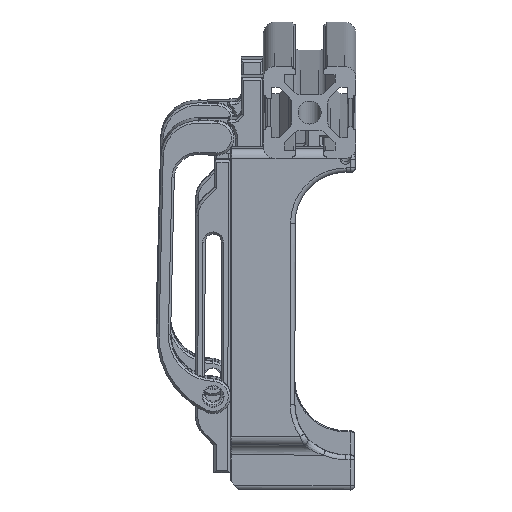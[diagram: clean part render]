
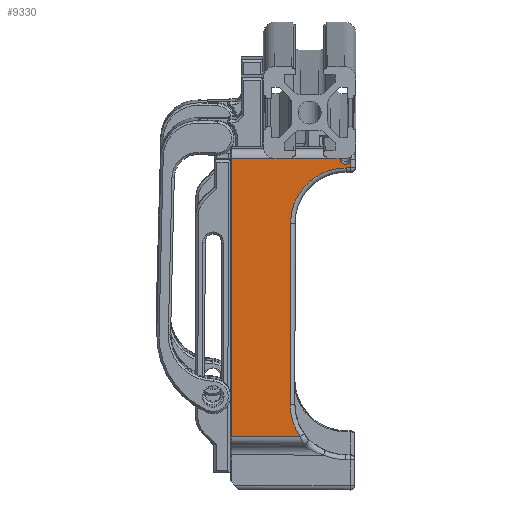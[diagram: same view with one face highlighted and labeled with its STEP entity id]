
A CAD part, left-side view. The second image highlights one B-rep face of the part: STEP entity #9330.
In plain terms, the highlighted face is planar.
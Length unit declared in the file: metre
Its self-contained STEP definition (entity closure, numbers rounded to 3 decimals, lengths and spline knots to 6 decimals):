
#250=PLANE('',#10111);
#923=LINE('',#14570,#1885);
#1023=LINE('',#14897,#1985);
#1024=LINE('',#14900,#1986);
#1025=LINE('',#14903,#1987);
#1026=LINE('',#14905,#1988);
#1027=LINE('',#14909,#1989);
#1885=VECTOR('',#11727,1.);
#1985=VECTOR('',#11929,1.);
#1986=VECTOR('',#11930,1.);
#1987=VECTOR('',#11933,1.);
#1988=VECTOR('',#11934,1.);
#1989=VECTOR('',#11937,1.);
#3691=ORIENTED_EDGE('',*,*,#5840,.T.);
#3692=ORIENTED_EDGE('',*,*,#5841,.T.);
#3693=ORIENTED_EDGE('',*,*,#5842,.T.);
#3694=ORIENTED_EDGE('',*,*,#5697,.T.);
#3695=ORIENTED_EDGE('',*,*,#5843,.T.);
#3696=ORIENTED_EDGE('',*,*,#5844,.T.);
#3697=ORIENTED_EDGE('',*,*,#5845,.T.);
#3698=ORIENTED_EDGE('',*,*,#5846,.T.);
#3699=ORIENTED_EDGE('',*,*,#5847,.T.);
#5697=EDGE_CURVE('',#6864,#6871,#923,.T.);
#5840=EDGE_CURVE('',#7007,#7008,#1023,.F.);
#5841=EDGE_CURVE('',#7008,#7009,#1024,.F.);
#5842=EDGE_CURVE('',#7009,#6864,#7531,.T.);
#5843=EDGE_CURVE('',#6871,#7010,#1025,.T.);
#5844=EDGE_CURVE('',#7010,#7011,#1026,.T.);
#5845=EDGE_CURVE('',#7011,#7012,#7532,.T.);
#5846=EDGE_CURVE('',#7012,#7013,#1027,.F.);
#5847=EDGE_CURVE('',#7013,#7007,#7533,.T.);
#6864=VERTEX_POINT('',#14536);
#6871=VERTEX_POINT('',#14569);
#7007=VERTEX_POINT('',#14898);
#7008=VERTEX_POINT('',#14899);
#7009=VERTEX_POINT('',#14901);
#7010=VERTEX_POINT('',#14904);
#7011=VERTEX_POINT('',#14906);
#7012=VERTEX_POINT('',#14908);
#7013=VERTEX_POINT('',#14910);
#7531=CIRCLE('',#10112,0.0011);
#7532=CIRCLE('',#10113,0.012);
#7533=CIRCLE('',#10114,0.012);
#7957=EDGE_LOOP('',(#3691,#3692,#3693,#3694,#3695,#3696,#3697,#3698,#3699));
#8589=FACE_BOUND('',#7957,.T.);
#9330=ADVANCED_FACE('',(#8589),#250,.F.);
#10111=AXIS2_PLACEMENT_3D('',#14896,#11927,#11928);
#10112=AXIS2_PLACEMENT_3D('',#14902,#11931,#11932);
#10113=AXIS2_PLACEMENT_3D('',#14907,#11935,#11936);
#10114=AXIS2_PLACEMENT_3D('',#14911,#11938,#11939);
#11727=DIRECTION('',(0.,1.,0.));
#11927=DIRECTION('',(1.,0.,0.));
#11928=DIRECTION('',(0.,0.,-1.));
#11929=DIRECTION('',(0.,1.,0.));
#11930=DIRECTION('',(0.,0.,-1.));
#11931=DIRECTION('',(1.,0.,0.));
#11932=DIRECTION('',(0.,0.,-1.));
#11933=DIRECTION('',(0.,0.,-1.));
#11934=DIRECTION('',(0.,-1.,0.));
#11935=DIRECTION('',(1.,0.,0.));
#11936=DIRECTION('',(0.,0.,-1.));
#11937=DIRECTION('',(0.,0.,-1.));
#11938=DIRECTION('',(1.,0.,0.));
#11939=DIRECTION('',(0.,0.,-1.));
#14536=CARTESIAN_POINT('',(-0.0585,-0.023806,0.032383));
#14569=CARTESIAN_POINT('',(-0.0585,-0.0002,0.032383));
#14570=CARTESIAN_POINT('',(-0.0585,-0.005,0.032383));
#14896=CARTESIAN_POINT('',(-0.0585,-0.005,0.003903));
#14897=CARTESIAN_POINT('',(-0.0585,-0.005,0.030369));
#14898=CARTESIAN_POINT('',(-0.0585,-0.025,0.030369));
#14899=CARTESIAN_POINT('',(-0.0585,-0.026,0.030369));
#14900=CARTESIAN_POINT('',(-0.0585,-0.026,0.032269));
#14901=CARTESIAN_POINT('',(-0.0585,-0.026,0.032269));
#14902=CARTESIAN_POINT('',(-0.0585,-0.0249,0.032269));
#14903=CARTESIAN_POINT('',(-0.0585,-0.0002,0.003903));
#14904=CARTESIAN_POINT('',(-0.0585,-0.0002,-0.027918));
#14905=CARTESIAN_POINT('',(-0.0585,-0.018141,-0.027918));
#14906=CARTESIAN_POINT('',(-0.0585,-0.015183,-0.027918));
#14907=CARTESIAN_POINT('',(-0.0585,-0.025,-0.021017));
#14908=CARTESIAN_POINT('',(-0.0585,-0.013,-0.021017));
#14909=CARTESIAN_POINT('',(-0.0585,-0.013,0.003903));
#14910=CARTESIAN_POINT('',(-0.0585,-0.013,0.018369));
#14911=CARTESIAN_POINT('',(-0.0585,-0.025,0.018369));
